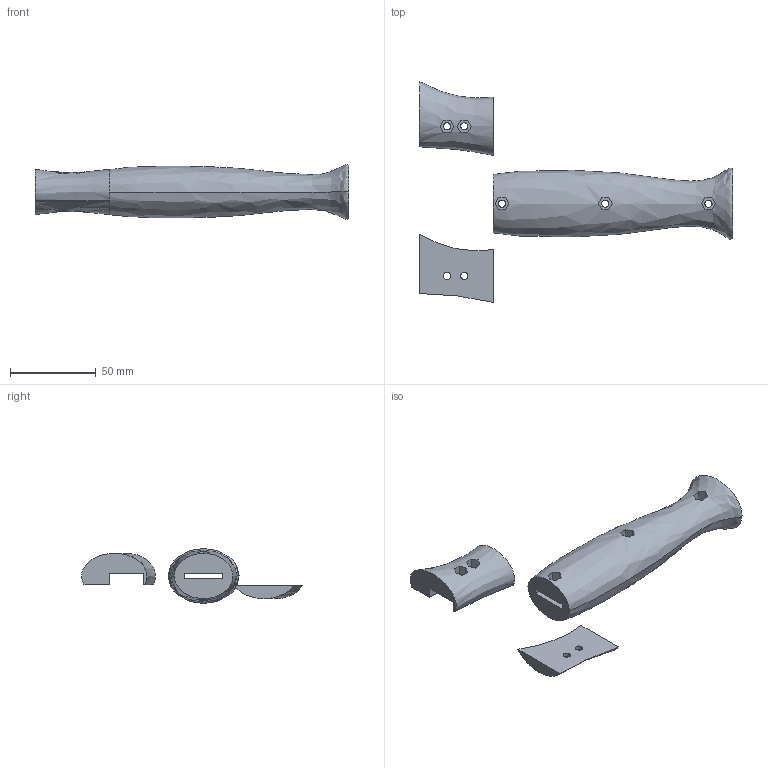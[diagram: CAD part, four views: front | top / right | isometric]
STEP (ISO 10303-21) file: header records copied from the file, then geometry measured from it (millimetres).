
FILE_DESCRIPTION(/* description */ (''),/* implementation_level */ '2;1');
FILE_NAME(/* name */ '大碗通~1',/* time_stamp */ '2025-06-01T21:42:13+08:00',/* author */ (''),/* organization */ (''),/* preprocessor_version */ 'ST-DEVELOPER v16.5',/* originating_system */ '',/* authorisation */ '');
FILE_SCHEMA (('CONFIG_CONTROL_DESIGN'));
Length unit declared in the file: millimetre
Products named in the file (1): Document
Bounding box: 182 x 128.44 x 31.96 mm (x, y, z)
Volume: 110617 mm3; surface area: 31951.9 mm2
Topology: 3 solids, 3 shells, 91 faces, 225 edges, 150 vertices
Faces by surface type: plane 56, cylinder 30, bspline 5
Entity records: 3334 total; most frequent: CARTESIAN_POINT 1685, ORIENTED_EDGE 450, EDGE_CURVE 225, VERTEX_POINT 150, B_SPLINE_CURVE_WITH_KNOTS 133, EDGE_LOOP 123, ADVANCED_FACE 91, FACE_OUTER_BOUND 91
